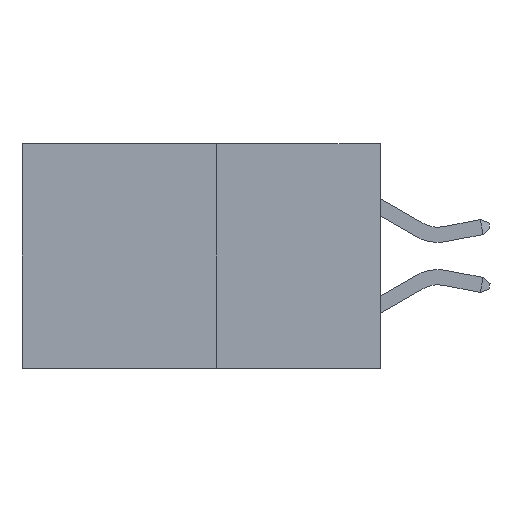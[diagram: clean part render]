
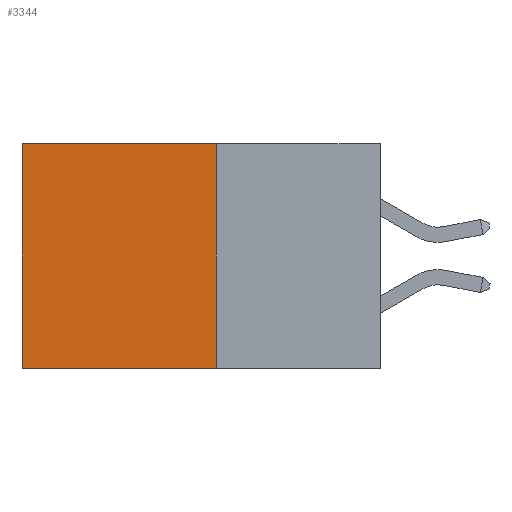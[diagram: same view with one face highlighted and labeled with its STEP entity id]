
A CAD part, left-side view. The second image highlights one B-rep face of the part: STEP entity #3344.
In plain terms, the highlighted planar face has unit normal (-1, 0, 0).
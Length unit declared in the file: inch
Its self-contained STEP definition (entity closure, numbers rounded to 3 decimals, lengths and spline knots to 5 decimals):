
#696 = CARTESIAN_POINT ( 'NONE',  ( 0.277, 0.59, -0.37 ) ) ;
#2320 = LINE ( 'NONE', #8135, #9645 ) ;
#2867 = DIRECTION ( 'NONE',  ( 0., 0., -1. ) ) ;
#3033 = AXIS2_PLACEMENT_3D ( 'NONE', #3112, #18721, #2867 ) ;
#3112 = CARTESIAN_POINT ( 'NONE',  ( 0.277, 0.27, -0.37 ) ) ;
#3217 = DIRECTION ( 'NONE',  ( 0., 1., 0. ) ) ;
#3260 = EDGE_LOOP ( 'NONE', ( #17971, #8420, #15666, #9811 ) ) ;
#3344 = ADVANCED_FACE ( 'NONE', ( #10333 ), #8014, .F. ) ;
#3746 = LINE ( 'NONE', #696, #4221 ) ;
#3821 = VECTOR ( 'NONE', #15706, 39.37008 ) ;
#4221 = VECTOR ( 'NONE', #10911, 39.37008 ) ;
#4236 = CARTESIAN_POINT ( 'NONE',  ( 0.277, 0.59, 0. ) ) ;
#5446 = CARTESIAN_POINT ( 'NONE',  ( 0.277, 0.27, -0.37 ) ) ;
#7768 = EDGE_CURVE ( 'NONE', #12970, #13437, #18022, .T. ) ;
#7929 = CARTESIAN_POINT ( 'NONE',  ( 0.277, 0.27, -0.37 ) ) ;
#8014 = PLANE ( 'NONE',  #3033 ) ;
#8135 = CARTESIAN_POINT ( 'NONE',  ( 0.277, 0.27, -0.37 ) ) ;
#8420 = ORIENTED_EDGE ( 'NONE', *, *, #15651, .F. ) ;
#9645 = VECTOR ( 'NONE', #18498, 39.37008 ) ;
#9811 = ORIENTED_EDGE ( 'NONE', *, *, #7768, .T. ) ;
#10333 = FACE_OUTER_BOUND ( 'NONE', #3260, .T. ) ;
#10870 = EDGE_CURVE ( 'NONE', #12970, #18258, #15057, .T. ) ;
#10911 = DIRECTION ( 'NONE',  ( 0., 0., -1. ) ) ;
#11199 = VERTEX_POINT ( 'NONE', #17906 ) ;
#12970 = VERTEX_POINT ( 'NONE', #15065 ) ;
#13047 = CARTESIAN_POINT ( 'NONE',  ( 0.277, 0.27, 0. ) ) ;
#13437 = VERTEX_POINT ( 'NONE', #4236 ) ;
#13798 = EDGE_CURVE ( 'NONE', #13437, #11199, #3746, .T. ) ;
#15057 = LINE ( 'NONE', #5446, #3821 ) ;
#15065 = CARTESIAN_POINT ( 'NONE',  ( 0.277, 0.27, 0. ) ) ;
#15651 = EDGE_CURVE ( 'NONE', #18258, #11199, #2320, .T. ) ;
#15666 = ORIENTED_EDGE ( 'NONE', *, *, #10870, .F. ) ;
#15706 = DIRECTION ( 'NONE',  ( 0., 0., -1. ) ) ;
#17571 = VECTOR ( 'NONE', #3217, 39.37008 ) ;
#17906 = CARTESIAN_POINT ( 'NONE',  ( 0.277, 0.59, -0.37 ) ) ;
#17971 = ORIENTED_EDGE ( 'NONE', *, *, #13798, .T. ) ;
#18022 = LINE ( 'NONE', #13047, #17571 ) ;
#18258 = VERTEX_POINT ( 'NONE', #7929 ) ;
#18498 = DIRECTION ( 'NONE',  ( 0., 1., 0. ) ) ;
#18721 = DIRECTION ( 'NONE',  ( 1., 0., 0. ) ) ;
